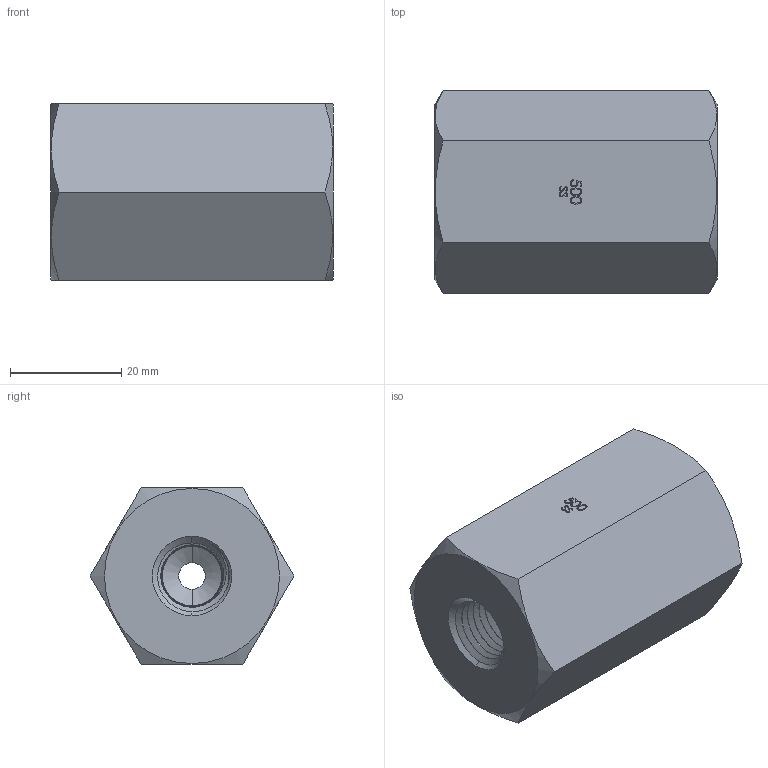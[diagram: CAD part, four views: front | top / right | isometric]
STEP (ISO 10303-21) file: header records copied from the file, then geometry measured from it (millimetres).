
FILE_DESCRIPTION (( 'STEP AP203' ), '1' );
FILE_NAME ('AD-500FSS-4FNPT.STEP', '2025-08-01T18:15:51', ( '' ), ( '' ), 'SwSTEP 2.0', 'SolidWorks 2018', '' );
FILE_SCHEMA (( 'CONFIG_CONTROL_DESIGN' ));
Length unit declared in the file: inch
Products named in the file (1): AD-500FSS-4FNPT
Bounding box: 50.8 x 36.66 x 31.75 mm (x, y, z)
Volume: 34566.2 mm3; surface area: 10241.3 mm2
Topology: 1 solids, 1 shells, 140 faces, 380 edges, 250 vertices
Faces by surface type: bspline 62, cone 27, plane 27, cylinder 24
Entity records: 15215 total; most frequent: CARTESIAN_POINT 12181, ORIENTED_EDGE 760, EDGE_CURVE 380, DIRECTION 353, VERTEX_POINT 250, B_SPLINE_CURVE_WITH_KNOTS 209, EDGE_LOOP 150, LINE 145
